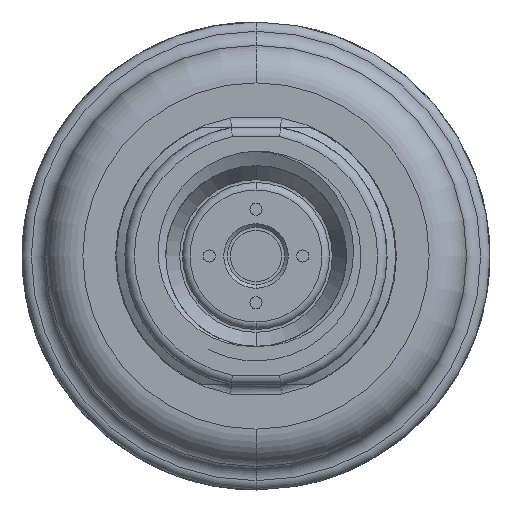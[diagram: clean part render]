
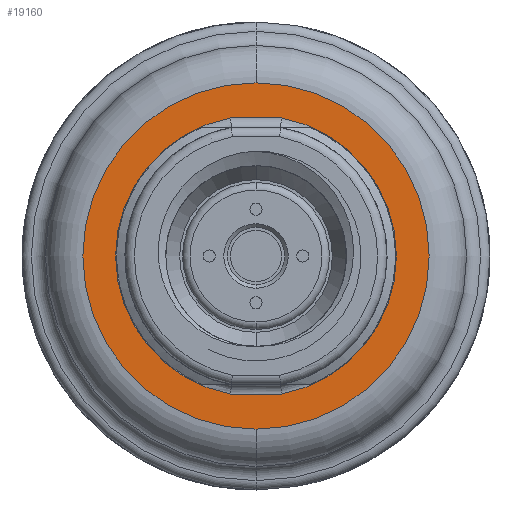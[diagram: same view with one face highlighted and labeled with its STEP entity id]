
A CAD part, front view. The second image highlights one B-rep face of the part: STEP entity #19160.
In plain terms, the highlighted planar face has unit normal (0, -1, 0).
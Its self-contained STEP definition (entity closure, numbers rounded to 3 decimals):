
#6682=CARTESIAN_POINT('',(0.,-154.4,0.));
#6683=DIRECTION('',(0.,-1.,0.));
#6684=DIRECTION('',(0.,0.,-1.));
#6685=AXIS2_PLACEMENT_3D('',#6682,#6683,#6684);
#6687=CARTESIAN_POINT('',(0.,-154.4,0.));
#6688=DIRECTION('',(0.,-1.,0.));
#6689=DIRECTION('',(0.,0.,1.));
#6690=AXIS2_PLACEMENT_3D('',#6687,#6688,#6689);
#6692=CARTESIAN_POINT('',(0.,-154.4,0.));
#6693=DIRECTION('',(0.,-1.,0.));
#6694=DIRECTION('',(-0.182,0.,0.983));
#6695=AXIS2_PLACEMENT_3D('',#6692,#6693,#6694);
#6697=DIRECTION('',(1.,0.,0.));
#6698=VECTOR('',#6697,5.454);
#6699=CARTESIAN_POINT('',(-2.727,-154.4,-14.75));
#6700=LINE('',#6699,#6698);
#6701=CARTESIAN_POINT('',(0.,-154.4,0.));
#6702=DIRECTION('',(0.,-1.,0.));
#6703=DIRECTION('',(0.182,0.,-0.983));
#6704=AXIS2_PLACEMENT_3D('',#6701,#6702,#6703);
#6706=DIRECTION('',(-1.,0.,0.));
#6707=VECTOR('',#6706,5.454);
#6708=CARTESIAN_POINT('',(2.727,-154.4,14.75));
#6709=LINE('',#6708,#6707);
#11372=CARTESIAN_POINT('',(-2.727,-154.4,14.75));
#11373=CARTESIAN_POINT('',(-2.727,-154.4,-14.75));
#11374=VERTEX_POINT('',#11372);
#11375=VERTEX_POINT('',#11373);
#11380=CARTESIAN_POINT('',(2.727,-154.4,-14.75));
#11381=CARTESIAN_POINT('',(2.727,-154.4,14.75));
#11382=VERTEX_POINT('',#11380);
#11383=VERTEX_POINT('',#11381);
#11632=CARTESIAN_POINT('',(0.,-154.4,-18.5));
#11633=CARTESIAN_POINT('',(0.,-154.4,18.5));
#11634=VERTEX_POINT('',#11632);
#11635=VERTEX_POINT('',#11633);
#19140=CARTESIAN_POINT('',(0.,-154.4,0.));
#19141=DIRECTION('',(0.,-1.,0.));
#19142=DIRECTION('',(0.,0.,1.));
#19143=AXIS2_PLACEMENT_3D('',#19140,#19141,#19142);
#19144=PLANE('',#19143);
#19145=ORIENTED_EDGE('',*,*,#19130,.F.);
#19147=ORIENTED_EDGE('',*,*,#19146,.F.);
#19148=EDGE_LOOP('',(#19145,#19147));
#19149=FACE_OUTER_BOUND('',#19148,.F.);
#19151=ORIENTED_EDGE('',*,*,#19150,.T.);
#19153=ORIENTED_EDGE('',*,*,#19152,.T.);
#19155=ORIENTED_EDGE('',*,*,#19154,.T.);
#19157=ORIENTED_EDGE('',*,*,#19156,.T.);
#19158=EDGE_LOOP('',(#19151,#19153,#19155,#19157));
#19159=FACE_BOUND('',#19158,.F.);
#19160=ADVANCED_FACE('',(#19149,#19159),#19144,.T.);
#6686=CIRCLE('',#6685,18.5);
#6691=CIRCLE('',#6690,18.5);
#6696=CIRCLE('',#6695,15.);
#6705=CIRCLE('',#6704,15.);
#19130=EDGE_CURVE('',#11634,#11635,#6686,.T.);
#19146=EDGE_CURVE('',#11635,#11634,#6691,.T.);
#19150=EDGE_CURVE('',#11374,#11375,#6696,.T.);
#19152=EDGE_CURVE('',#11375,#11382,#6700,.T.);
#19154=EDGE_CURVE('',#11382,#11383,#6705,.T.);
#19156=EDGE_CURVE('',#11383,#11374,#6709,.T.);
